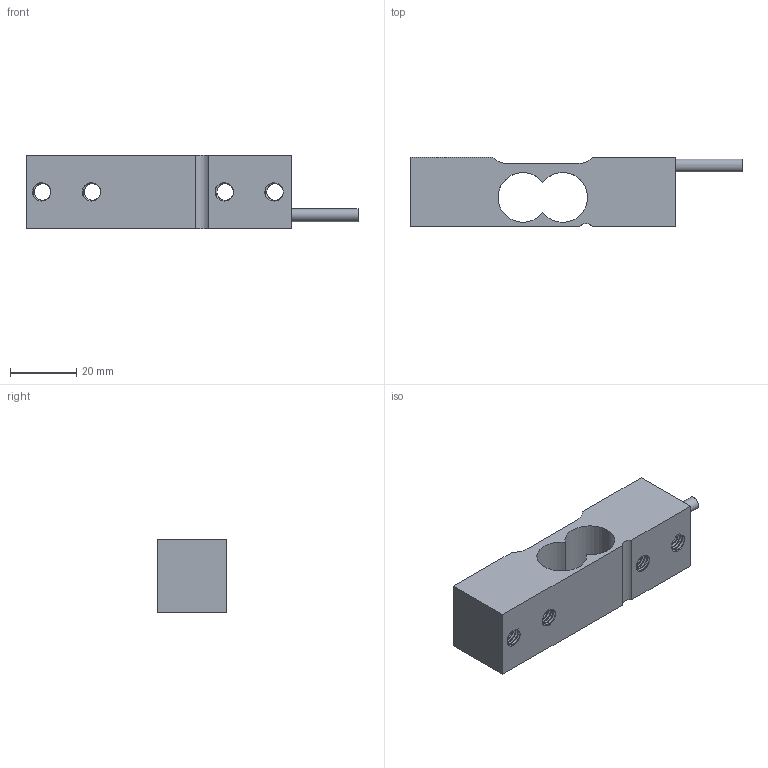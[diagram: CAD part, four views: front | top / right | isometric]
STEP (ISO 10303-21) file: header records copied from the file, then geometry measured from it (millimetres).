
FILE_DESCRIPTION(/* description */ (''),/* implementation_level */ '2;1');
FILE_NAME(/* name */ '108SA-(6-30)kg v2.step',/* time_stamp */ '2020-01-28T12:56:48-08:00',/* author */ (''),/* organization */ (''),/* preprocessor_version */ 'ST-DEVELOPER v18',/* originating_system */ 'Autodesk Translation Framework v8.12.0.6',/* authorisation */ '');
FILE_SCHEMA (('AUTOMOTIVE_DESIGN { 1 0 10303 214 3 1 1 }'));
Length unit declared in the file: millimetre
Products named in the file (1): 108SA-(6-30)kg
Bounding box: 100 x 21 x 22 mm (x, y, z)
Volume: 27073.4 mm3; surface area: 11483.3 mm2
Topology: 1 solids, 1 shells, 232 faces, 623 edges, 394 vertices
Faces by surface type: cylinder 214, plane 10, bspline 8
Full cylindrical faces by diameter (mm): 3.9 x1, 5.035 x92, 6.147 x100
Entity records: 17448 total; most frequent: CARTESIAN_POINT 12362, ORIENTED_EDGE 1246, DIRECTION 733, EDGE_CURVE 623, VERTEX_POINT 394, B_SPLINE_CURVE_WITH_KNOTS 368, AXIS2_PLACEMENT_3D 253, EDGE_LOOP 243
